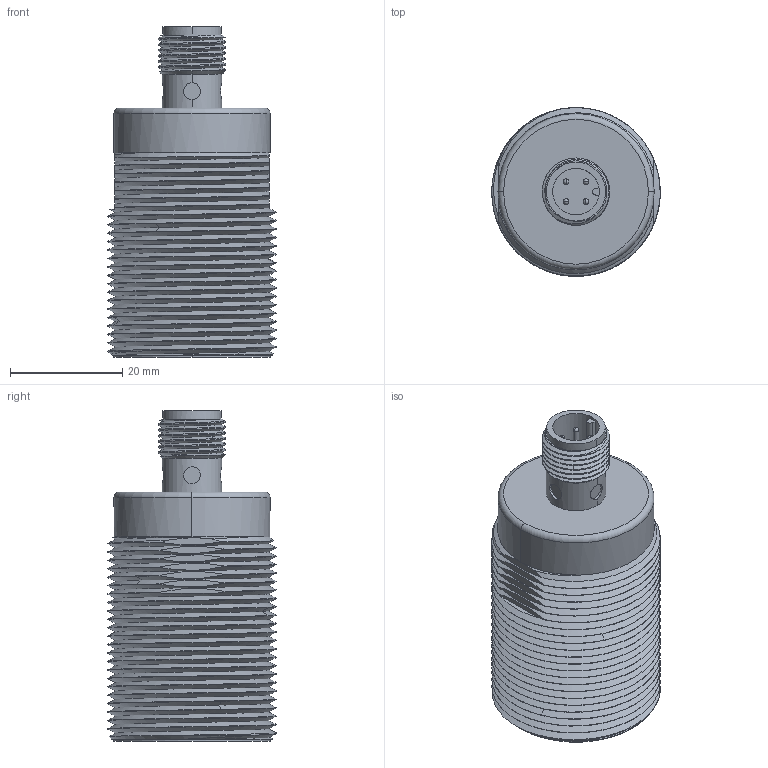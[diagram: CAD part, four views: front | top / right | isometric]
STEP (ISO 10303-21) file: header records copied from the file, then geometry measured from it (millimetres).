
FILE_DESCRIPTION((''),'2;1');
FILE_NAME('OCN1-3015X-XRS4','2017-03-07T',('Administrator'),(''),'PRO/ENGINEER BY PARAMETRIC TECHNOLOGY CORPORATION, 2007170','PRO/ENGINEER BY PARAMETRIC TECHNOLOGY CORPORATION, 2007170','');
FILE_SCHEMA(('CONFIG_CONTROL_DESIGN'));
Length unit declared in the file: millimetre
Products named in the file (1): OCN1-3015X-XRS4
Bounding box: 30 x 30 x 58.9 mm (x, y, z)
Volume: 29142.2 mm3; surface area: 9708.2 mm2
Topology: 1 solids, 1 shells, 154 faces, 414 edges, 263 vertices
Faces by surface type: cylinder 84, plane 31, bspline 22, sphere 8, cone 7, torus 2
Entity records: 12587 total; most frequent: CARTESIAN_POINT 9155, ORIENTED_EDGE 812, DIRECTION 535, EDGE_CURVE 406, VERTEX_POINT 263, B_SPLINE_CURVE_WITH_KNOTS 208, AXIS2_PLACEMENT_3D 205, EDGE_LOOP 163
